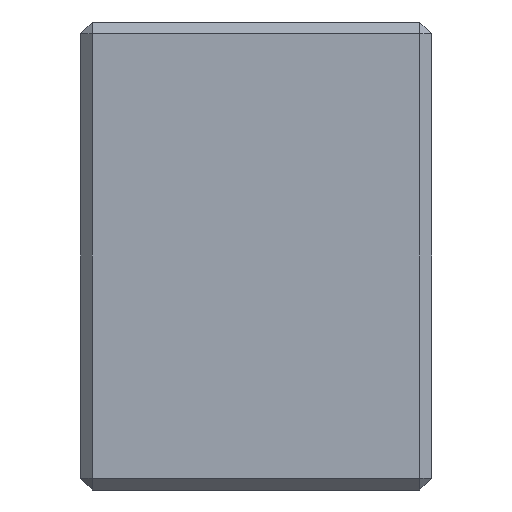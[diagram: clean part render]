
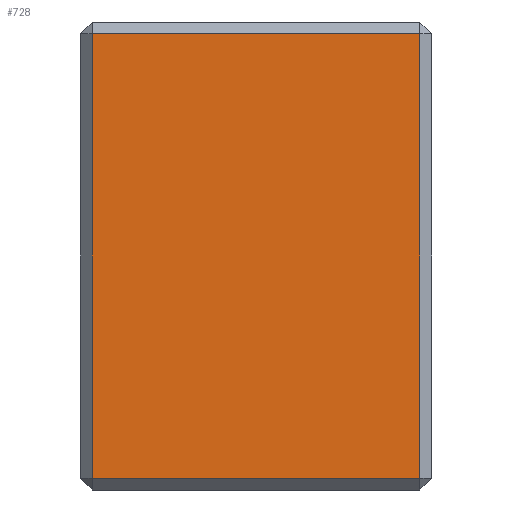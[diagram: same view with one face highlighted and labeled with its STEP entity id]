
A CAD part, left-side view. The second image highlights one B-rep face of the part: STEP entity #728.
In plain terms, the highlighted planar face has unit normal (-1, 0, 0).
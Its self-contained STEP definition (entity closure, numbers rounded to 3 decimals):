
#82 = PLANE ( 'NONE',  #730 ) ;
#85 = CARTESIAN_POINT ( 'NONE',  ( 0., 14.5, 0.5 ) ) ;
#103 = EDGE_CURVE ( 'NONE', #267, #1182, #1073, .T. ) ;
#141 = VECTOR ( 'NONE', #244, 1000. ) ;
#164 = VECTOR ( 'NONE', #1287, 1000. ) ;
#244 = DIRECTION ( 'NONE',  ( 0., 0., 1. ) ) ;
#267 = VERTEX_POINT ( 'NONE', #1423 ) ;
#316 = DIRECTION ( 'NONE',  ( 1., 0., 0. ) ) ;
#335 = EDGE_CURVE ( 'NONE', #571, #267, #1031, .T. ) ;
#347 = EDGE_LOOP ( 'NONE', ( #478, #1297, #1311, #702 ) ) ;
#406 = CARTESIAN_POINT ( 'NONE',  ( 0., 15., 19.5 ) ) ;
#410 = VECTOR ( 'NONE', #520, 1000. ) ;
#478 = ORIENTED_EDGE ( 'NONE', *, *, #103, .T. ) ;
#514 = CARTESIAN_POINT ( 'NONE',  ( 0., 14.5, 20. ) ) ;
#520 = DIRECTION ( 'NONE',  ( 0., 1., 0. ) ) ;
#527 = LINE ( 'NONE', #849, #164 ) ;
#553 = EDGE_CURVE ( 'NONE', #1238, #571, #527, .T. ) ;
#569 = VECTOR ( 'NONE', #1292, 1000. ) ;
#571 = VERTEX_POINT ( 'NONE', #870 ) ;
#677 = CARTESIAN_POINT ( 'NONE',  ( 0., 14.5, 19.5 ) ) ;
#702 = ORIENTED_EDGE ( 'NONE', *, *, #335, .T. ) ;
#728 = ADVANCED_FACE ( 'NONE', ( #876 ), #82, .F. ) ;
#730 = AXIS2_PLACEMENT_3D ( 'NONE', #1400, #316, #847 ) ;
#847 = DIRECTION ( 'NONE',  ( 0., 0., -1. ) ) ;
#849 = CARTESIAN_POINT ( 'NONE',  ( 0., 0., 0.5 ) ) ;
#870 = CARTESIAN_POINT ( 'NONE',  ( 0., 0.5, 0.5 ) ) ;
#876 = FACE_OUTER_BOUND ( 'NONE', #347, .T. ) ;
#1031 = LINE ( 'NONE', #1049, #141 ) ;
#1049 = CARTESIAN_POINT ( 'NONE',  ( 0., 0.5, 20. ) ) ;
#1073 = LINE ( 'NONE', #406, #410 ) ;
#1182 = VERTEX_POINT ( 'NONE', #677 ) ;
#1187 = LINE ( 'NONE', #514, #569 ) ;
#1238 = VERTEX_POINT ( 'NONE', #85 ) ;
#1287 = DIRECTION ( 'NONE',  ( 0., -1., 0. ) ) ;
#1292 = DIRECTION ( 'NONE',  ( 0., 0., -1. ) ) ;
#1297 = ORIENTED_EDGE ( 'NONE', *, *, #1319, .T. ) ;
#1311 = ORIENTED_EDGE ( 'NONE', *, *, #553, .T. ) ;
#1319 = EDGE_CURVE ( 'NONE', #1182, #1238, #1187, .T. ) ;
#1400 = CARTESIAN_POINT ( 'NONE',  ( 0., 0., 20. ) ) ;
#1423 = CARTESIAN_POINT ( 'NONE',  ( 0., 0.5, 19.5 ) ) ;
